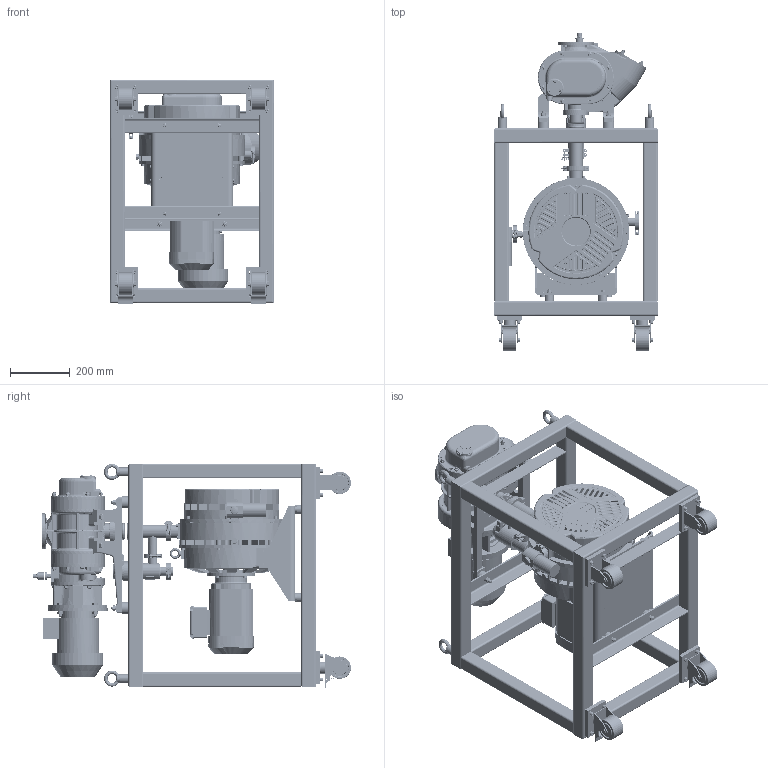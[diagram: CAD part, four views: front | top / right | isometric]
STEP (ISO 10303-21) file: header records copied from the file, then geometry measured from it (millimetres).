
FILE_DESCRIPTION(('STEP AP242'), '1');
FILE_NAME('ﾀﾂﾄ5010', '', ('UNSPECIFIED'), ('UNSPECIFIED'), 'C3D Converter', 'C3D Toolkit', '');
FILE_SCHEMA(('AP242_MANAGED_MODEL_BASED_3D_ENGINEERING_MIM_LF { 1 0 10303 442 1 1 4 }'));
Length unit declared in the file: millimetre
Bounding box: 550 x 1067.11 x 755 mm (x, y, z)
Surface area: 5110571.1 mm2 (no closed solid volume)
Topology: 0 solids, 4254 shells, 4254 faces, 22927 edges, 22319 vertices
Faces by surface type: plane 1987, cylinder 1387, cone 350, torus 319, bspline 132, sphere 79
Full cylindrical faces by diameter (mm): 5 x3, 5.4 x4, 6 x22, 6.75 x3, 6.8 x25, 7 x2, 7.1 x6, 8 x38, 8.5 x2, 9 x6, 10 x12, 11 x1, 12 x5, 13 x16, 14 x1, 16 x24, 17.5 x5, 18 x4, 20 x9, 21.1 x1, 22 x1, 24 x3, 25 x3, 26 x1, 27 x2, 27.996 x1, 28 x2, 29 x1, 30 x12, 40 x8
Entity records: 480112 total; most frequent: CARTESIAN_POINT 242381, DIRECTION 34473, ORIENTED_EDGE 22279, EDGE_CURVE 22279, VERTEX_POINT 22279, AXIS2_PLACEMENT_3D 12366, LINE 9741, VECTOR 9741
